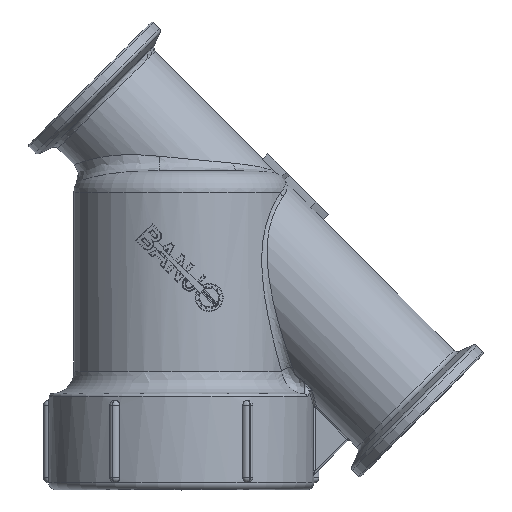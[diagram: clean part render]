
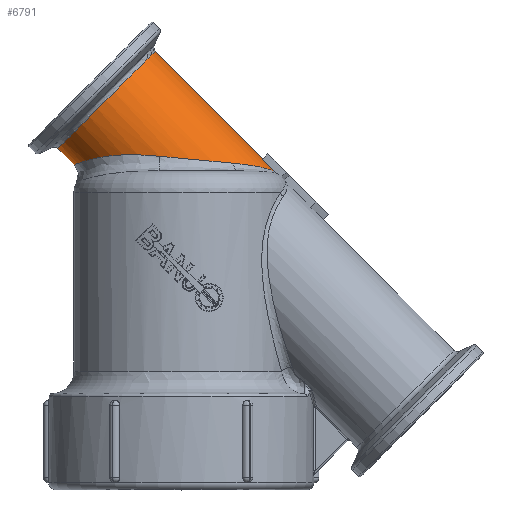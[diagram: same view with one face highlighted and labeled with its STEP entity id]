
A CAD part, top view. The second image highlights one B-rep face of the part: STEP entity #6791.
In plain terms, the highlighted cylindrical face has radius 30.48 mm (diameter 60.96 mm), a full revolution.
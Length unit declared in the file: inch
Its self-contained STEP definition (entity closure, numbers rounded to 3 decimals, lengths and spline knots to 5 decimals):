
#355=CIRCLE('',#7589,1.2);
#356=CIRCLE('',#7593,1.2);
#627=LINE('',#13294,#955);
#628=LINE('',#13297,#956);
#955=VECTOR('',#9200,0.29809);
#956=VECTOR('',#9203,0.29809);
#1274=FACE_OUTER_BOUND('',#1797,.T.);
#1560=FACE_BOUND('',#1798,.T.);
#1797=EDGE_LOOP('',(#5441,#5442,#5443,#5444,#5445,#5446,#5447,#5448));
#1798=EDGE_LOOP('',(#5449));
#2212=B_SPLINE_CURVE_WITH_KNOTS('',3,(#13247,#13248,#13249,#13250,#13251,
#13252,#13253,#13254,#13255,#13256,#13257,#13258,#13259),.UNSPECIFIED.,
 .F.,.F.,(4,3,3,3,4),(54.775,56.12889,57.03149,
57.48278,57.87154),.UNSPECIFIED.);
#2213=B_SPLINE_CURVE_WITH_KNOTS('',3,(#13263,#13264,#13265,#13266,#13267,
#13268,#13269,#13270,#13271,#13272,#13273,#13274,#13275,#13276),
 .UNSPECIFIED.,.F.,.F.,(4,1,1,1,1,1,1,1,1,1,1,4),(0.,0.90536,
1.81071,2.71607,3.62142,5.43214,7.24285,
9.05356,9.95891,10.86427,11.76963,12.67498),
 .UNSPECIFIED.);
#2214=B_SPLINE_CURVE_WITH_KNOTS('',3,(#13280,#13281,#13282,#13283,#13284,
#13285,#13286,#13287,#13288,#13289,#13290,#13291,#13292),.UNSPECIFIED.,
 .F.,.F.,(4,3,3,3,4),(24.29096,24.67972,25.13101,
25.58231,27.3875),.UNSPECIFIED.);
#2642=ELLIPSE('',#7591,1.88215,1.2);
#2643=ELLIPSE('',#7592,1.88215,1.2);
#3184=VERTEX_POINT('',#13242);
#3185=VERTEX_POINT('',#13245);
#3186=VERTEX_POINT('',#13246);
#3187=VERTEX_POINT('',#13260);
#3188=VERTEX_POINT('',#13262);
#3189=VERTEX_POINT('',#13277);
#3190=VERTEX_POINT('',#13279);
#3191=VERTEX_POINT('',#13293);
#3192=VERTEX_POINT('',#13295);
#4043=EDGE_CURVE('',#3184,#3184,#355,.T.);
#4044=EDGE_CURVE('',#3185,#3186,#2212,.T.);
#4045=EDGE_CURVE('',#3187,#3185,#2642,.T.);
#4046=EDGE_CURVE('',#3188,#3187,#2213,.T.);
#4047=EDGE_CURVE('',#3189,#3188,#2643,.T.);
#4048=EDGE_CURVE('',#3190,#3189,#2214,.T.);
#4049=EDGE_CURVE('',#3190,#3191,#627,.T.);
#4050=EDGE_CURVE('',#3191,#3192,#356,.T.);
#4051=EDGE_CURVE('',#3192,#3186,#628,.T.);
#5441=ORIENTED_EDGE('',*,*,#4044,.F.);
#5442=ORIENTED_EDGE('',*,*,#4045,.F.);
#5443=ORIENTED_EDGE('',*,*,#4046,.F.);
#5444=ORIENTED_EDGE('',*,*,#4047,.F.);
#5445=ORIENTED_EDGE('',*,*,#4048,.F.);
#5446=ORIENTED_EDGE('',*,*,#4049,.T.);
#5447=ORIENTED_EDGE('',*,*,#4050,.T.);
#5448=ORIENTED_EDGE('',*,*,#4051,.T.);
#5449=ORIENTED_EDGE('',*,*,#4043,.F.);
#6551=CYLINDRICAL_SURFACE('',#7590,1.2);
#6791=ADVANCED_FACE('',(#1274,#1560),#6551,.T.);
#7589=AXIS2_PLACEMENT_3D('',#13243,#9192,#9193);
#7590=AXIS2_PLACEMENT_3D('',#13244,#9194,#9195);
#7591=AXIS2_PLACEMENT_3D('',#13261,#9196,#9197);
#7592=AXIS2_PLACEMENT_3D('',#13278,#9198,#9199);
#7593=AXIS2_PLACEMENT_3D('',#13296,#9201,#9202);
#9192=DIRECTION('center_axis',(-0.707,0.707,0.));
#9193=DIRECTION('ref_axis',(0.707,0.707,0.));
#9194=DIRECTION('center_axis',(0.707,-0.707,0.));
#9195=DIRECTION('ref_axis',(0.707,0.707,0.));
#9196=DIRECTION('center_axis',(-0.094,-0.996,0.));
#9197=DIRECTION('ref_axis',(0.996,-0.094,0.));
#9198=DIRECTION('center_axis',(-0.094,-0.996,0.));
#9199=DIRECTION('ref_axis',(0.996,-0.094,0.));
#9200=DIRECTION('',(-0.707,0.707,0.));
#9201=DIRECTION('center_axis',(-0.707,0.707,0.));
#9202=DIRECTION('ref_axis',(0.707,0.707,0.));
#9203=DIRECTION('',(0.707,-0.707,0.));
#13242=CARTESIAN_POINT('',(-2.15223,0.45517,0.));
#13243=CARTESIAN_POINT('Origin',(-1.3037,1.3037,0.));
#13244=CARTESIAN_POINT('Origin',(1.30461,-1.30461,0.));
#13245=CARTESIAN_POINT('',(0.89848,0.19826,-0.91574));
#13246=CARTESIAN_POINT('',(1.62476,0.05415,-0.175));
#13247=CARTESIAN_POINT('Ctrl Pts',(0.89848,0.19826,
-0.91574));
#13248=CARTESIAN_POINT('Ctrl Pts',(1.03777,0.18512,-0.8402));
#13249=CARTESIAN_POINT('Ctrl Pts',(1.16719,0.17005,-0.74919));
#13250=CARTESIAN_POINT('Ctrl Pts',(1.28164,0.14995,-0.64443));
#13251=CARTESIAN_POINT('Ctrl Pts',(1.35794,0.13654,-0.57458));
#13252=CARTESIAN_POINT('Ctrl Pts',(1.42758,0.12089,-0.49863));
#13253=CARTESIAN_POINT('Ctrl Pts',(1.48769,0.10346,-0.41728));
#13254=CARTESIAN_POINT('Ctrl Pts',(1.51774,0.09474,
-0.37661));
#13255=CARTESIAN_POINT('Ctrl Pts',(1.54541,0.08557,
-0.33459));
#13256=CARTESIAN_POINT('Ctrl Pts',(1.56991,0.07647,
-0.29103));
#13257=CARTESIAN_POINT('Ctrl Pts',(1.59102,0.06863,
-0.25351));
#13258=CARTESIAN_POINT('Ctrl Pts',(1.60977,0.06084,
-0.21484));
#13259=CARTESIAN_POINT('Ctrl Pts',(1.62477,0.05414,
-0.175));
#13260=CARTESIAN_POINT('',(-0.38124,0.31898,-1.19919));
#13261=CARTESIAN_POINT('Origin',(-0.3125,0.3125,0.));
#13262=CARTESIAN_POINT('',(-0.38124,0.31898,1.19919));
#13263=CARTESIAN_POINT('Ctrl Pts',(-0.38124,0.31898,
1.19919));
#13264=CARTESIAN_POINT('Ctrl Pts',(-0.48977,0.32922,
1.19664));
#13265=CARTESIAN_POINT('Ctrl Pts',(-0.70613,0.34627,
1.17952));
#13266=CARTESIAN_POINT('Ctrl Pts',(-1.02075,0.34808,
1.1107));
#13267=CARTESIAN_POINT('Ctrl Pts',(-1.30863,0.32123,
0.98757));
#13268=CARTESIAN_POINT('Ctrl Pts',(-1.63362,0.25714,
0.74537));
#13269=CARTESIAN_POINT('Ctrl Pts',(-1.88048,0.16647,
0.30569));
#13270=CARTESIAN_POINT('Ctrl Pts',(-1.88033,0.16665,
-0.30565));
#13271=CARTESIAN_POINT('Ctrl Pts',(-1.63376,0.25713,
-0.74542));
#13272=CARTESIAN_POINT('Ctrl Pts',(-1.30862,0.32123,
-0.98759));
#13273=CARTESIAN_POINT('Ctrl Pts',(-1.02074,0.3481,
-1.1107));
#13274=CARTESIAN_POINT('Ctrl Pts',(-0.70618,0.34627,
-1.17952));
#13275=CARTESIAN_POINT('Ctrl Pts',(-0.48977,0.32922,
-1.19664));
#13276=CARTESIAN_POINT('Ctrl Pts',(-0.38124,0.31898,
-1.19919));
#13277=CARTESIAN_POINT('',(0.89848,0.19826,0.91574));
#13278=CARTESIAN_POINT('Origin',(-0.3125,0.3125,0.));
#13279=CARTESIAN_POINT('',(1.62476,0.05415,0.175));
#13280=CARTESIAN_POINT('Ctrl Pts',(1.62477,0.05414,
0.175));
#13281=CARTESIAN_POINT('Ctrl Pts',(1.60977,0.06084,
0.21484));
#13282=CARTESIAN_POINT('Ctrl Pts',(1.591,0.06866,
0.2535));
#13283=CARTESIAN_POINT('Ctrl Pts',(1.5699,0.07649,0.29103));
#13284=CARTESIAN_POINT('Ctrl Pts',(1.54541,0.08558,
0.3346));
#13285=CARTESIAN_POINT('Ctrl Pts',(1.51778,0.09469,
0.37662));
#13286=CARTESIAN_POINT('Ctrl Pts',(1.48771,0.10343,0.4173));
#13287=CARTESIAN_POINT('Ctrl Pts',(1.45763,0.11217,0.45797));
#13288=CARTESIAN_POINT('Ctrl Pts',(1.42511,0.12053,0.49729));
#13289=CARTESIAN_POINT('Ctrl Pts',(1.39066,0.1283,0.53516));
#13290=CARTESIAN_POINT('Ctrl Pts',(1.25287,0.15934,0.68665));
#13291=CARTESIAN_POINT('Ctrl Pts',(1.08421,0.18074,0.81502));
#13292=CARTESIAN_POINT('Ctrl Pts',(0.89848,0.19826,
0.91574));
#13293=CARTESIAN_POINT('',(1.41398,0.26493,0.175));
#13294=CARTESIAN_POINT('',(2.14407,-0.46516,0.175));
#13295=CARTESIAN_POINT('',(1.41398,0.26493,-0.175));
#13296=CARTESIAN_POINT('Origin',(0.57452,-0.57452,0.));
#13297=CARTESIAN_POINT('',(2.14407,-0.46516,-0.175));
